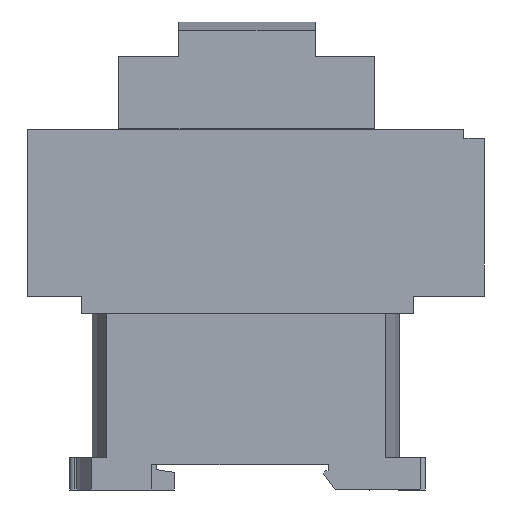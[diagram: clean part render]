
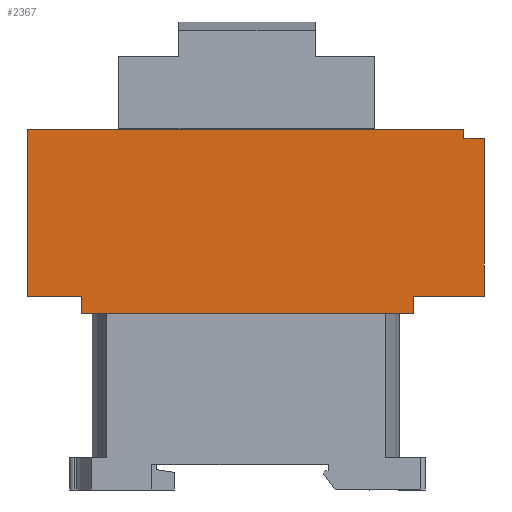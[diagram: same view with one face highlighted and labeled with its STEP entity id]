
A CAD part, left-side view. The second image highlights one B-rep face of the part: STEP entity #2367.
In plain terms, the highlighted planar face has unit normal (-1, 0, 0).
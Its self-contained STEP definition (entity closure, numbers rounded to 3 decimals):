
#417=DIRECTION('',(0.,0.,1.));
#418=VECTOR('',#417,3.75);
#419=CARTESIAN_POINT('',(0.,74.4,29.));
#420=LINE('',#419,#418);
#421=DIRECTION('',(0.,1.,0.));
#422=VECTOR('',#421,11.65);
#423=CARTESIAN_POINT('',(0.,74.4,32.75));
#424=LINE('',#423,#422);
#425=DIRECTION('',(0.,0.,1.));
#426=VECTOR('',#425,36.15);
#427=CARTESIAN_POINT('',(0.,86.05,32.75));
#428=LINE('',#427,#426);
#429=DIRECTION('',(0.,-1.,0.));
#430=VECTOR('',#429,94.4);
#431=CARTESIAN_POINT('',(0.,86.05,68.9));
#432=LINE('',#431,#430);
#433=DIRECTION('',(0.,0.,-1.));
#434=VECTOR('',#433,2.);
#435=CARTESIAN_POINT('',(0.,-8.35,68.9));
#436=LINE('',#435,#434);
#437=DIRECTION('',(0.,-1.,0.));
#438=VECTOR('',#437,4.4);
#439=CARTESIAN_POINT('',(0.,-8.35,66.9));
#440=LINE('',#439,#438);
#441=DIRECTION('',(0.,0.,-1.));
#442=VECTOR('',#441,34.15);
#443=CARTESIAN_POINT('',(0.,-12.75,66.9));
#444=LINE('',#443,#442);
#445=DIRECTION('',(0.,1.,0.));
#446=VECTOR('',#445,15.35);
#447=CARTESIAN_POINT('',(0.,-12.75,32.75));
#448=LINE('',#447,#446);
#449=DIRECTION('',(0.,0.,-1.));
#450=VECTOR('',#449,3.75);
#451=CARTESIAN_POINT('',(0.,2.6,32.75));
#452=LINE('',#451,#450);
#457=DIRECTION('',(0.,-1.,0.));
#458=VECTOR('',#457,71.8);
#459=CARTESIAN_POINT('',(0.,74.4,29.));
#460=LINE('',#459,#458);
#1577=CARTESIAN_POINT('',(0.,86.05,68.9));
#1578=CARTESIAN_POINT('',(0.,-8.35,68.9));
#1579=VERTEX_POINT('',#1577);
#1580=VERTEX_POINT('',#1578);
#1585=CARTESIAN_POINT('',(0.,74.4,29.));
#1586=CARTESIAN_POINT('',(0.,74.4,32.75));
#1587=VERTEX_POINT('',#1585);
#1588=VERTEX_POINT('',#1586);
#1589=CARTESIAN_POINT('',(0.,86.05,32.75));
#1590=VERTEX_POINT('',#1589);
#1591=CARTESIAN_POINT('',(0.,-8.35,66.9));
#1592=VERTEX_POINT('',#1591);
#1593=CARTESIAN_POINT('',(0.,-12.75,66.9));
#1594=VERTEX_POINT('',#1593);
#1595=CARTESIAN_POINT('',(0.,-12.75,32.75));
#1596=VERTEX_POINT('',#1595);
#1597=CARTESIAN_POINT('',(0.,2.6,32.75));
#1598=VERTEX_POINT('',#1597);
#1599=CARTESIAN_POINT('',(0.,2.6,29.));
#1600=VERTEX_POINT('',#1599);
#2341=CARTESIAN_POINT('',(0.,0.,0.));
#2342=DIRECTION('',(-1.,0.,0.));
#2343=DIRECTION('',(0.,0.,1.));
#2344=AXIS2_PLACEMENT_3D('',#2341,#2342,#2343);
#2345=PLANE('',#2344);
#2347=ORIENTED_EDGE('',*,*,#2346,.F.);
#2349=ORIENTED_EDGE('',*,*,#2348,.T.);
#2351=ORIENTED_EDGE('',*,*,#2350,.T.);
#2353=ORIENTED_EDGE('',*,*,#2352,.T.);
#2354=ORIENTED_EDGE('',*,*,#2090,.T.);
#2356=ORIENTED_EDGE('',*,*,#2355,.T.);
#2358=ORIENTED_EDGE('',*,*,#2357,.T.);
#2360=ORIENTED_EDGE('',*,*,#2359,.T.);
#2362=ORIENTED_EDGE('',*,*,#2361,.T.);
#2364=ORIENTED_EDGE('',*,*,#2363,.T.);
#2365=EDGE_LOOP('',(#2347,#2349,#2351,#2353,#2354,#2356,#2358,#2360,#2362,
#2364));
#2366=FACE_OUTER_BOUND('',#2365,.F.);
#2367=ADVANCED_FACE('',(#2366),#2345,.T.);
#2090=EDGE_CURVE('',#1579,#1580,#432,.T.);
#2346=EDGE_CURVE('',#1587,#1600,#460,.T.);
#2348=EDGE_CURVE('',#1587,#1588,#420,.T.);
#2350=EDGE_CURVE('',#1588,#1590,#424,.T.);
#2352=EDGE_CURVE('',#1590,#1579,#428,.T.);
#2355=EDGE_CURVE('',#1580,#1592,#436,.T.);
#2357=EDGE_CURVE('',#1592,#1594,#440,.T.);
#2359=EDGE_CURVE('',#1594,#1596,#444,.T.);
#2361=EDGE_CURVE('',#1596,#1598,#448,.T.);
#2363=EDGE_CURVE('',#1598,#1600,#452,.T.);
